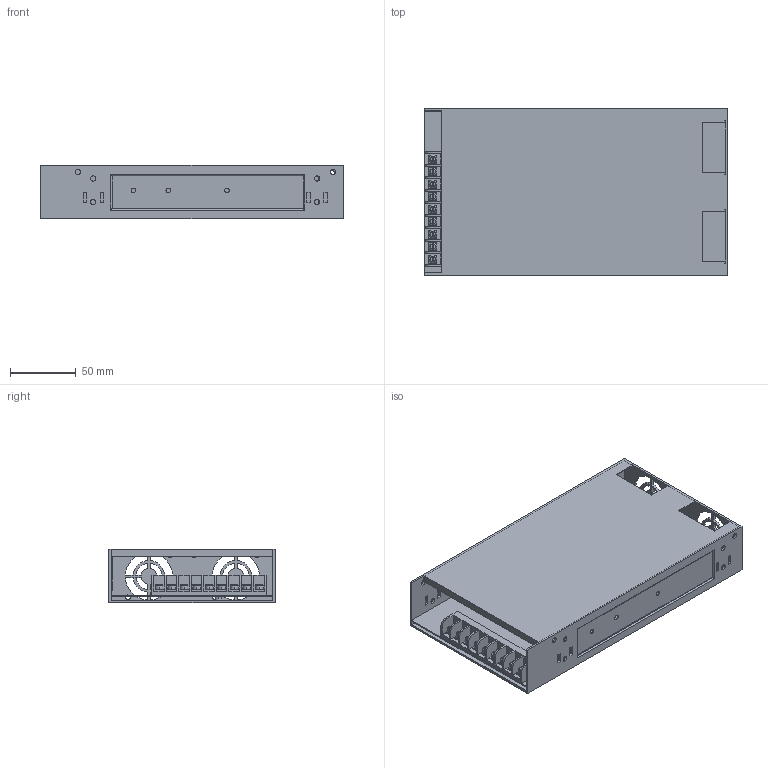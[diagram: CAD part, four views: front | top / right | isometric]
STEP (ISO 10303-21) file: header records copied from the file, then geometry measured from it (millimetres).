
FILE_DESCRIPTION (( 'STEP AP214' ), '1' );
FILE_NAME ('F6100LSE-9.5-9P-V1.0.STEP', '2025-04-03T00:31:33', ( '' ), ( '' ), 'SwSTEP 2.0', 'SolidWorks 2020', '' );
FILE_SCHEMA (( 'AUTOMOTIVE_DESIGN' ));
Length unit declared in the file: millimetre
Products named in the file (1): F6100LSE-9.5-9P-V1.0
Bounding box: 230 x 126.6 x 40.5 mm (x, y, z)
Volume: 129681 mm3; surface area: 203577.8 mm2
Topology: 1 solids, 1 shells, 429 faces, 1182 edges, 776 vertices
Faces by surface type: plane 269, cylinder 132, torus 28
Entity records: 14020 total; most frequent: CARTESIAN_POINT 2646, ORIENTED_EDGE 2364, DIRECTION 2304, EDGE_CURVE 1182, VECTOR 796, LINE 796, VERTEX_POINT 776, AXIS2_PLACEMENT_3D 754
